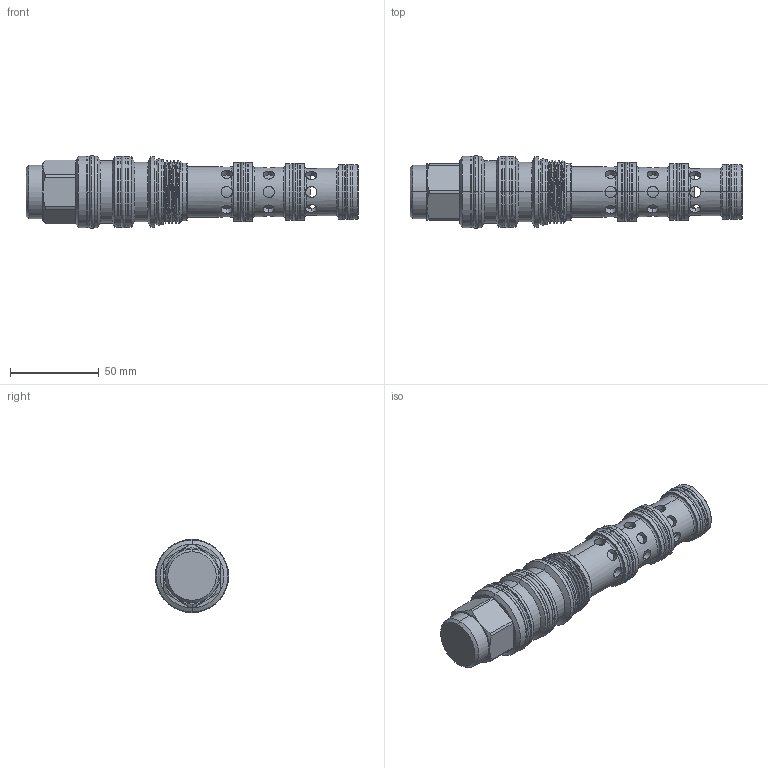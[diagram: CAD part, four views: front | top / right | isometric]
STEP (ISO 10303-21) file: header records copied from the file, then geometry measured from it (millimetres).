
FILE_DESCRIPTION (( 'STEP AP203' ), '1' );
FILE_NAME ('DC63A6E24-N.STEP', '2020-04-15T00:54:14', ( '' ), ( '' ), 'SwSTEP 2.0', 'SolidWorks 2018', '' );
FILE_SCHEMA (( 'CONFIG_CONTROL_DESIGN' ));
Length unit declared in the file: millimetre
Products named in the file (1): DC63A6E24-N
Bounding box: 186.65 x 41.18 x 41.18 mm (x, y, z)
Volume: 140992.8 mm3; surface area: 39471.8 mm2
Topology: 10 solids, 10 shells, 347 faces, 811 edges, 498 vertices
Faces by surface type: cylinder 196, plane 58, torus 44, cone 30, bspline 19
Entity records: 14860 total; most frequent: CARTESIAN_POINT 7020, DIRECTION 1628, ORIENTED_EDGE 1622, EDGE_CURVE 811, AXIS2_PLACEMENT_3D 702, VERTEX_POINT 498, EDGE_LOOP 395, CIRCLE 373
